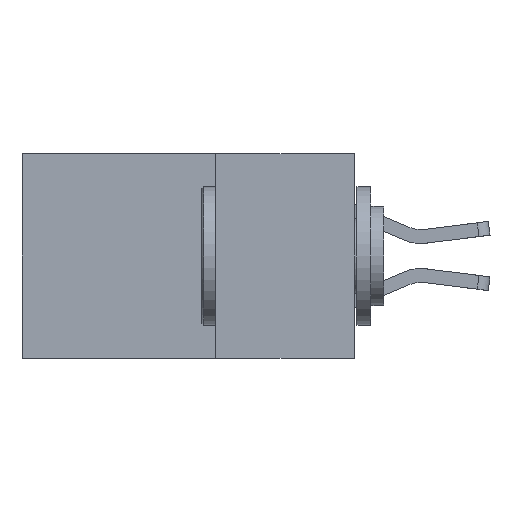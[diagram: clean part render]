
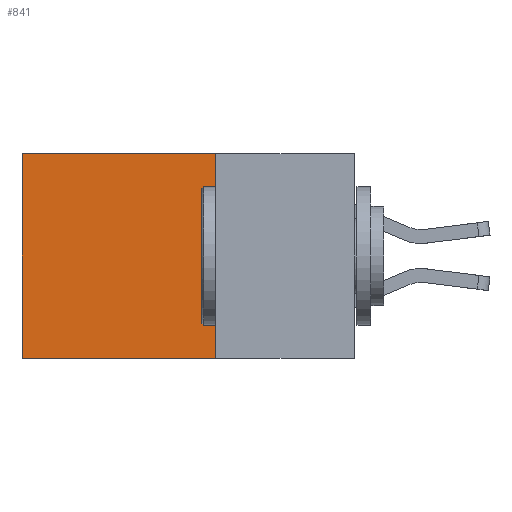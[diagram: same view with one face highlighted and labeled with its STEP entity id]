
A CAD part, left-side view. The second image highlights one B-rep face of the part: STEP entity #841.
In plain terms, the highlighted planar face has unit normal (-1, 0, 0).
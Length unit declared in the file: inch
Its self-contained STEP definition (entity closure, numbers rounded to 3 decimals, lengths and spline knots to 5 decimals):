
#325 = DIRECTION ( 'NONE',  ( 0., 0., -1. ) ) ;
#387 = VERTEX_POINT ( 'NONE', #1425 ) ;
#647 = CARTESIAN_POINT ( 'NONE',  ( 0.298, 0.25, -0.37 ) ) ;
#841 = ADVANCED_FACE ( 'NONE', ( #2058 ), #3538, .F. ) ;
#1270 = EDGE_CURVE ( 'NONE', #7022, #387, #3277, .T. ) ;
#1419 = EDGE_LOOP ( 'NONE', ( #7483, #7497, #7731, #7852 ) ) ;
#1425 = CARTESIAN_POINT ( 'NONE',  ( 0.298, 0.6, 0. ) ) ;
#1454 = VECTOR ( 'NONE', #325, 39.37008 ) ;
#1720 = VECTOR ( 'NONE', #2265, 39.37008 ) ;
#2007 = LINE ( 'NONE', #647, #1720 ) ;
#2058 = FACE_OUTER_BOUND ( 'NONE', #1419, .T. ) ;
#2265 = DIRECTION ( 'NONE',  ( 0., 1., 0. ) ) ;
#3277 = LINE ( 'NONE', #8349, #5254 ) ;
#3518 = CARTESIAN_POINT ( 'NONE',  ( 0.298, 0.6, -0.37 ) ) ;
#3538 = PLANE ( 'NONE',  #5012 ) ;
#3903 = DIRECTION ( 'NONE',  ( 0., 0., -1. ) ) ;
#3941 = VECTOR ( 'NONE', #3903, 39.37008 ) ;
#4403 = CARTESIAN_POINT ( 'NONE',  ( 0.298, 0.25, 0. ) ) ;
#4854 = EDGE_CURVE ( 'NONE', #387, #6271, #8109, .T. ) ;
#5012 = AXIS2_PLACEMENT_3D ( 'NONE', #6657, #8919, #5492 ) ;
#5225 = CARTESIAN_POINT ( 'NONE',  ( 0.298, 0.25, -0.37 ) ) ;
#5254 = VECTOR ( 'NONE', #5669, 39.37008 ) ;
#5492 = DIRECTION ( 'NONE',  ( 0., 0., -1. ) ) ;
#5669 = DIRECTION ( 'NONE',  ( 0., 1., 0. ) ) ;
#6263 = CARTESIAN_POINT ( 'NONE',  ( 0.298, 0.25, 0. ) ) ;
#6271 = VERTEX_POINT ( 'NONE', #3518 ) ;
#6293 = VERTEX_POINT ( 'NONE', #5225 ) ;
#6297 = EDGE_CURVE ( 'NONE', #7022, #6293, #9842, .T. ) ;
#6550 = EDGE_CURVE ( 'NONE', #6293, #6271, #2007, .T. ) ;
#6657 = CARTESIAN_POINT ( 'NONE',  ( 0.298, 0.25, 0. ) ) ;
#7022 = VERTEX_POINT ( 'NONE', #6263 ) ;
#7483 = ORIENTED_EDGE ( 'NONE', *, *, #4854, .T. ) ;
#7497 = ORIENTED_EDGE ( 'NONE', *, *, #6550, .F. ) ;
#7731 = ORIENTED_EDGE ( 'NONE', *, *, #6297, .F. ) ;
#7852 = ORIENTED_EDGE ( 'NONE', *, *, #1270, .T. ) ;
#8109 = LINE ( 'NONE', #8599, #3941 ) ;
#8349 = CARTESIAN_POINT ( 'NONE',  ( 0.298, 0.25, 0. ) ) ;
#8599 = CARTESIAN_POINT ( 'NONE',  ( 0.298, 0.6, 0. ) ) ;
#8919 = DIRECTION ( 'NONE',  ( 1., 0., 0. ) ) ;
#9842 = LINE ( 'NONE', #4403, #1454 ) ;
